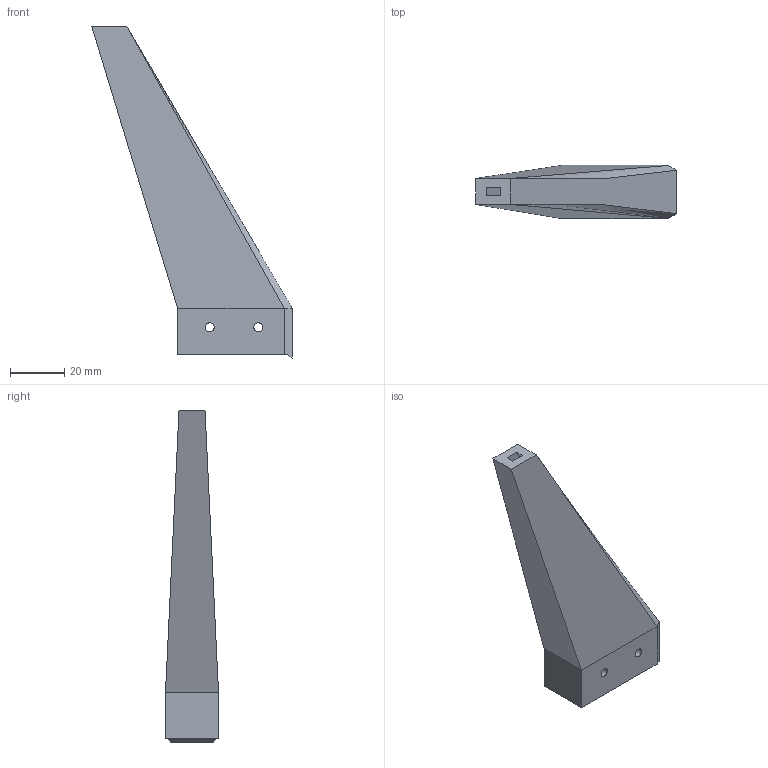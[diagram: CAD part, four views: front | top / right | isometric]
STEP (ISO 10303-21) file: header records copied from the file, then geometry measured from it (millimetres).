
FILE_DESCRIPTION(('STEP AP242'), '1');
FILE_NAME('ﾕ粽 _ ﾎ淸瑣 ﾌﾄ', '', ('UNSPECIFIED'), ('UNSPECIFIED'), 'C3D Converter', 'C3D Toolkit', '');
FILE_SCHEMA(('AP242_MANAGED_MODEL_BASED_3D_ENGINEERING_MIM_LF { 1 0 10303 442 1 1 4 }'));
Length unit declared in the file: millimetre
Products named in the file (1): Ондатра МД
Bounding box: 74.06 x 19.6 x 122.61 mm (x, y, z)
Volume: 46396.7 mm3; surface area: 17260.1 mm2
Topology: 1 solids, 1 shells, 36 faces, 89 edges, 56 vertices
Faces by surface type: plane 29, cylinder 5, bspline 2
Full cylindrical faces by diameter (mm): 3.2 x1, 3.3 x4
Entity records: 1277 total; most frequent: CARTESIAN_POINT 286, DIRECTION 172, ORIENTED_EDGE 168, EDGE_CURVE 84, LINE 72, VECTOR 72, VERTEX_POINT 56, EDGE_LOOP 54
